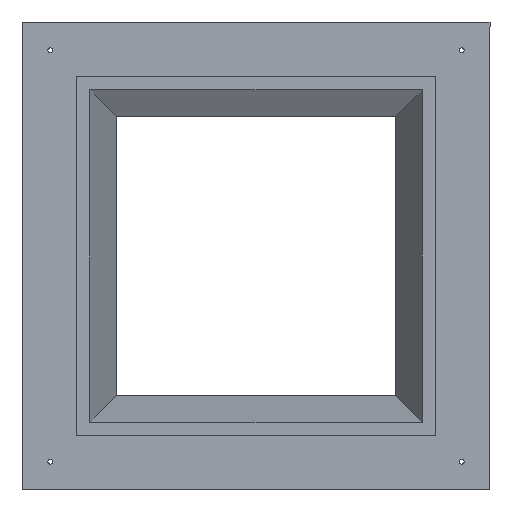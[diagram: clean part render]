
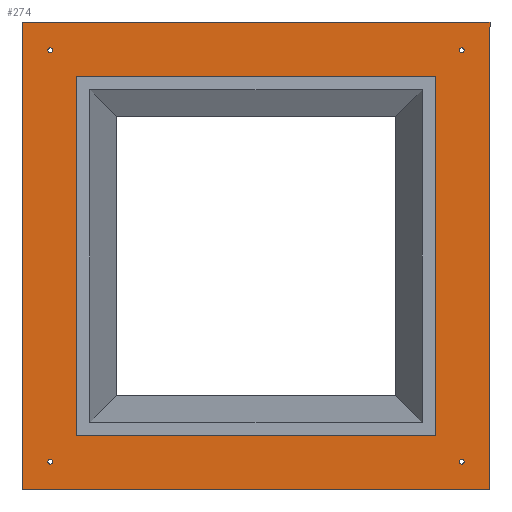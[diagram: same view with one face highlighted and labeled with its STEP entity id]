
A CAD part, front view. The second image highlights one B-rep face of the part: STEP entity #274.
In plain terms, the highlighted planar face has unit normal (0, -1, 0).
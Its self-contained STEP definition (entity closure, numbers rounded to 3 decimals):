
#29 = VERTEX_POINT ( 'NONE', #607 ) ;
#64 = VERTEX_POINT ( 'NONE', #651 ) ;
#65 = EDGE_CURVE ( 'NONE', #64, #29, #649, .T. ) ;
#73 = VERTEX_POINT ( 'NONE', #692 ) ;
#78 = EDGE_CURVE ( 'NONE', #73, #79, #686, .T. ) ;
#79 = VERTEX_POINT ( 'NONE', #681 ) ;
#123 = VERTEX_POINT ( 'NONE', #777 ) ;
#125 = EDGE_CURVE ( 'NONE', #126, #123, #832, .T. ) ;
#126 = VERTEX_POINT ( 'NONE', #827 ) ;
#139 = VERTEX_POINT ( 'NONE', #805 ) ;
#141 = EDGE_CURVE ( 'NONE', #142, #139, #804, .T. ) ;
#142 = VERTEX_POINT ( 'NONE', #863 ) ;
#246 = EDGE_CURVE ( 'NONE', #247, #325, #1052, .T. ) ;
#247 = VERTEX_POINT ( 'NONE', #1048 ) ;
#248 = ORIENTED_EDGE ( 'NONE', *, *, #249, .F. ) ;
#249 = EDGE_CURVE ( 'NONE', #250, #247, #1047, .T. ) ;
#250 = VERTEX_POINT ( 'NONE', #1043 ) ;
#251 = ORIENTED_EDGE ( 'NONE', *, *, #252, .T. ) ;
#252 = EDGE_CURVE ( 'NONE', #29, #64, #1042, .T. ) ;
#253 = ORIENTED_EDGE ( 'NONE', *, *, #125, .T. ) ;
#254 = ORIENTED_EDGE ( 'NONE', *, *, #255, .T. ) ;
#255 = EDGE_CURVE ( 'NONE', #123, #126, #1037, .T. ) ;
#256 = EDGE_LOOP ( 'NONE', ( #257, #261, #317, #320 ) ) ;
#257 = ORIENTED_EDGE ( 'NONE', *, *, #258, .T. ) ;
#258 = EDGE_CURVE ( 'NONE', #259, #260, #1032, .T. ) ;
#259 = VERTEX_POINT ( 'NONE', #1028 ) ;
#260 = VERTEX_POINT ( 'NONE', #1027 ) ;
#261 = ORIENTED_EDGE ( 'NONE', *, *, #262, .T. ) ;
#262 = EDGE_CURVE ( 'NONE', #260, #263, #1026, .T. ) ;
#263 = VERTEX_POINT ( 'NONE', #1087 ) ;
#274 = ADVANCED_FACE ( 'NONE', ( #1072, #1071, #1070, #1069, #1068, #1067 ), #1066, .T. ) ;
#275 = EDGE_LOOP ( 'NONE', ( #276, #251 ) ) ;
#276 = ORIENTED_EDGE ( 'NONE', *, *, #65, .T. ) ;
#277 = EDGE_LOOP ( 'NONE', ( #253, #254 ) ) ;
#305 = ORIENTED_EDGE ( 'NONE', *, *, #306, .F. ) ;
#306 = EDGE_CURVE ( 'NONE', #326, #250, #1146, .T. ) ;
#307 = EDGE_LOOP ( 'NONE', ( #308, #309 ) ) ;
#308 = ORIENTED_EDGE ( 'NONE', *, *, #141, .T. ) ;
#309 = ORIENTED_EDGE ( 'NONE', *, *, #310, .T. ) ;
#310 = EDGE_CURVE ( 'NONE', #139, #142, #1142, .T. ) ;
#311 = EDGE_LOOP ( 'NONE', ( #312, #313 ) ) ;
#312 = ORIENTED_EDGE ( 'NONE', *, *, #78, .T. ) ;
#313 = ORIENTED_EDGE ( 'NONE', *, *, #314, .T. ) ;
#314 = EDGE_CURVE ( 'NONE', #79, #73, #1137, .T. ) ;
#317 = ORIENTED_EDGE ( 'NONE', *, *, #318, .T. ) ;
#318 = EDGE_CURVE ( 'NONE', #263, #319, #1126, .T. ) ;
#319 = VERTEX_POINT ( 'NONE', #1122 ) ;
#320 = ORIENTED_EDGE ( 'NONE', *, *, #321, .T. ) ;
#321 = EDGE_CURVE ( 'NONE', #319, #259, #1183, .T. ) ;
#322 = EDGE_LOOP ( 'NONE', ( #323, #327, #248, #305 ) ) ;
#323 = ORIENTED_EDGE ( 'NONE', *, *, #324, .F. ) ;
#324 = EDGE_CURVE ( 'NONE', #325, #326, #1179, .T. ) ;
#325 = VERTEX_POINT ( 'NONE', #1175 ) ;
#326 = VERTEX_POINT ( 'NONE', #1174 ) ;
#327 = ORIENTED_EDGE ( 'NONE', *, *, #246, .F. ) ;
#607 = CARTESIAN_POINT ( 'NONE',  ( 545., 0., -538.5 ) ) ;
#649 = CIRCLE ( 'NONE', #711, 6.5 ) ;
#651 = CARTESIAN_POINT ( 'NONE',  ( 545., 0., -551.5 ) ) ;
#681 = CARTESIAN_POINT ( 'NONE',  ( -545., 0., -538.5 ) ) ;
#682 = DIRECTION ( 'NONE',  ( 0., 0., 1. ) ) ;
#683 = DIRECTION ( 'NONE',  ( 0., 1., 0. ) ) ;
#684 = CARTESIAN_POINT ( 'NONE',  ( -545., 0., -545. ) ) ;
#685 = AXIS2_PLACEMENT_3D ( 'NONE', #684, #683, #682 ) ;
#686 = CIRCLE ( 'NONE', #685, 6.5 ) ;
#692 = CARTESIAN_POINT ( 'NONE',  ( -545., 0., -551.5 ) ) ;
#708 = DIRECTION ( 'NONE',  ( 0., 0., 1. ) ) ;
#709 = DIRECTION ( 'NONE',  ( 0., 1., 0. ) ) ;
#710 = CARTESIAN_POINT ( 'NONE',  ( 545., 0., -545. ) ) ;
#711 = AXIS2_PLACEMENT_3D ( 'NONE', #710, #709, #708 ) ;
#777 = CARTESIAN_POINT ( 'NONE',  ( -545., 0., 551.5 ) ) ;
#804 = CIRCLE ( 'NONE', #867, 6.5 ) ;
#805 = CARTESIAN_POINT ( 'NONE',  ( 545., 0., 551.5 ) ) ;
#827 = CARTESIAN_POINT ( 'NONE',  ( -545., 0., 538.5 ) ) ;
#828 = DIRECTION ( 'NONE',  ( 0., 0., 1. ) ) ;
#829 = DIRECTION ( 'NONE',  ( 0., 1., 0. ) ) ;
#830 = CARTESIAN_POINT ( 'NONE',  ( -545., 0., 545. ) ) ;
#831 = AXIS2_PLACEMENT_3D ( 'NONE', #830, #829, #828 ) ;
#832 = CIRCLE ( 'NONE', #831, 6.5 ) ;
#863 = CARTESIAN_POINT ( 'NONE',  ( 545., 0., 538.5 ) ) ;
#864 = DIRECTION ( 'NONE',  ( 0., 0., 1. ) ) ;
#865 = DIRECTION ( 'NONE',  ( 0., 1., 0. ) ) ;
#866 = CARTESIAN_POINT ( 'NONE',  ( 545., 0., 545. ) ) ;
#867 = AXIS2_PLACEMENT_3D ( 'NONE', #866, #865, #864 ) ;
#1023 = DIRECTION ( 'NONE',  ( 1., 0., 0. ) ) ;
#1024 = VECTOR ( 'NONE', #1023, 1000. ) ;
#1025 = CARTESIAN_POINT ( 'NONE',  ( -950., 0., -620. ) ) ;
#1026 = LINE ( 'NONE', #1025, #1024 ) ;
#1027 = CARTESIAN_POINT ( 'NONE',  ( -620., 0., -620. ) ) ;
#1028 = CARTESIAN_POINT ( 'NONE',  ( -620., 0., 620. ) ) ;
#1029 = DIRECTION ( 'NONE',  ( 0., 0., -1. ) ) ;
#1030 = VECTOR ( 'NONE', #1029, 1000. ) ;
#1031 = CARTESIAN_POINT ( 'NONE',  ( -620., 0., 950. ) ) ;
#1032 = LINE ( 'NONE', #1031, #1030 ) ;
#1033 = DIRECTION ( 'NONE',  ( 0., 0., 1. ) ) ;
#1034 = DIRECTION ( 'NONE',  ( 0., 1., 0. ) ) ;
#1035 = CARTESIAN_POINT ( 'NONE',  ( -545., 0., 545. ) ) ;
#1036 = AXIS2_PLACEMENT_3D ( 'NONE', #1035, #1034, #1033 ) ;
#1037 = CIRCLE ( 'NONE', #1036, 6.5 ) ;
#1038 = DIRECTION ( 'NONE',  ( 0., 0., 1. ) ) ;
#1039 = DIRECTION ( 'NONE',  ( 0., 1., 0. ) ) ;
#1040 = CARTESIAN_POINT ( 'NONE',  ( 545., 0., -545. ) ) ;
#1041 = AXIS2_PLACEMENT_3D ( 'NONE', #1040, #1039, #1038 ) ;
#1042 = CIRCLE ( 'NONE', #1041, 6.5 ) ;
#1043 = CARTESIAN_POINT ( 'NONE',  ( 475., 0., 475. ) ) ;
#1044 = DIRECTION ( 'NONE',  ( -1., 0., 0. ) ) ;
#1045 = VECTOR ( 'NONE', #1044, 1000. ) ;
#1046 = CARTESIAN_POINT ( 'NONE',  ( 950., 0., 475. ) ) ;
#1047 = LINE ( 'NONE', #1046, #1045 ) ;
#1048 = CARTESIAN_POINT ( 'NONE',  ( -475., 0., 475. ) ) ;
#1049 = DIRECTION ( 'NONE',  ( 0., 0., -1. ) ) ;
#1050 = VECTOR ( 'NONE', #1049, 1000. ) ;
#1051 = CARTESIAN_POINT ( 'NONE',  ( -475., 0., 950. ) ) ;
#1052 = LINE ( 'NONE', #1051, #1050 ) ;
#1061 = DIRECTION ( 'NONE',  ( 0., 0., -1. ) ) ;
#1062 = DIRECTION ( 'NONE',  ( 0., -1., 0. ) ) ;
#1063 = CARTESIAN_POINT ( 'NONE',  ( -475., 0., 950. ) ) ;
#1065 = AXIS2_PLACEMENT_3D ( 'NONE', #1063, #1062, #1061 ) ;
#1066 = PLANE ( 'NONE',  #1065 ) ;
#1067 = FACE_BOUND ( 'NONE', #311, .T. ) ;
#1068 = FACE_BOUND ( 'NONE', #307, .T. ) ;
#1069 = FACE_BOUND ( 'NONE', #322, .T. ) ;
#1070 = FACE_OUTER_BOUND ( 'NONE', #256, .T. ) ;
#1071 = FACE_BOUND ( 'NONE', #277, .T. ) ;
#1072 = FACE_BOUND ( 'NONE', #275, .T. ) ;
#1087 = CARTESIAN_POINT ( 'NONE',  ( 620., 0., -620. ) ) ;
#1122 = CARTESIAN_POINT ( 'NONE',  ( 620., 0., 620. ) ) ;
#1123 = DIRECTION ( 'NONE',  ( 0., 0., 1. ) ) ;
#1124 = VECTOR ( 'NONE', #1123, 1000. ) ;
#1125 = CARTESIAN_POINT ( 'NONE',  ( 620., 0., -950. ) ) ;
#1126 = LINE ( 'NONE', #1125, #1124 ) ;
#1133 = DIRECTION ( 'NONE',  ( 0., 0., 1. ) ) ;
#1134 = DIRECTION ( 'NONE',  ( 0., 1., 0. ) ) ;
#1135 = CARTESIAN_POINT ( 'NONE',  ( -545., 0., -545. ) ) ;
#1136 = AXIS2_PLACEMENT_3D ( 'NONE', #1135, #1134, #1133 ) ;
#1137 = CIRCLE ( 'NONE', #1136, 6.5 ) ;
#1138 = DIRECTION ( 'NONE',  ( 0., 0., 1. ) ) ;
#1139 = DIRECTION ( 'NONE',  ( 0., 1., 0. ) ) ;
#1140 = CARTESIAN_POINT ( 'NONE',  ( 545., 0., 545. ) ) ;
#1141 = AXIS2_PLACEMENT_3D ( 'NONE', #1140, #1139, #1138 ) ;
#1142 = CIRCLE ( 'NONE', #1141, 6.5 ) ;
#1143 = DIRECTION ( 'NONE',  ( 0., 0., 1. ) ) ;
#1144 = VECTOR ( 'NONE', #1143, 1000. ) ;
#1145 = CARTESIAN_POINT ( 'NONE',  ( 475., 0., -950. ) ) ;
#1146 = LINE ( 'NONE', #1145, #1144 ) ;
#1174 = CARTESIAN_POINT ( 'NONE',  ( 475., 0., -475. ) ) ;
#1175 = CARTESIAN_POINT ( 'NONE',  ( -475., 0., -475. ) ) ;
#1176 = DIRECTION ( 'NONE',  ( 1., 0., 0. ) ) ;
#1177 = VECTOR ( 'NONE', #1176, 1000. ) ;
#1178 = CARTESIAN_POINT ( 'NONE',  ( -950., 0., -475. ) ) ;
#1179 = LINE ( 'NONE', #1178, #1177 ) ;
#1180 = DIRECTION ( 'NONE',  ( -1., 0., 0. ) ) ;
#1181 = VECTOR ( 'NONE', #1180, 1000. ) ;
#1182 = CARTESIAN_POINT ( 'NONE',  ( 950., 0., 620. ) ) ;
#1183 = LINE ( 'NONE', #1182, #1181 ) ;
